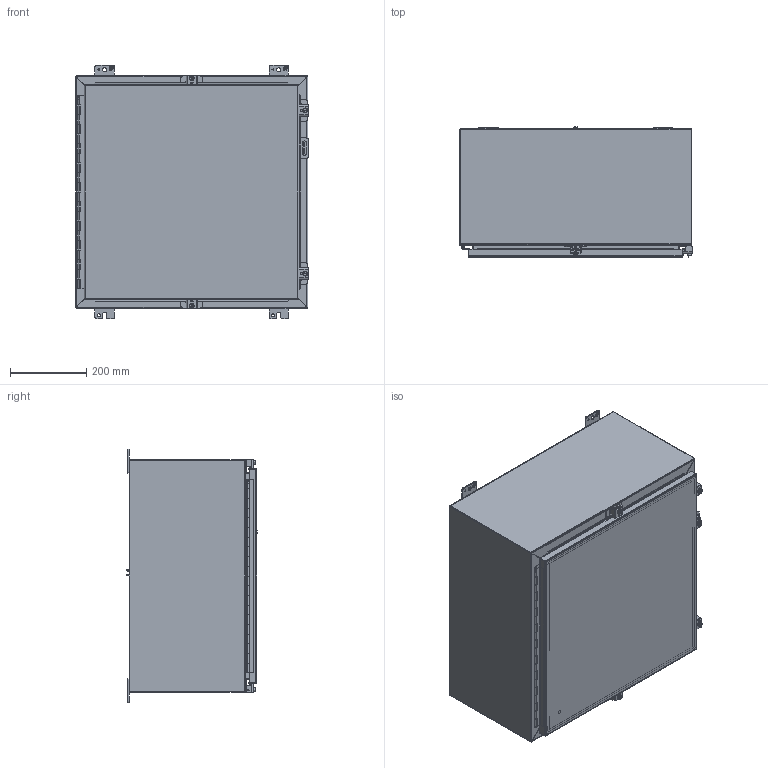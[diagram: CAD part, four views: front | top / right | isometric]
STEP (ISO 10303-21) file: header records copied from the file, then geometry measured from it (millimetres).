
FILE_DESCRIPTION (( 'STEP AP203' ), '1' );
FILE_NAME ('1418N4SSJ12_Default.step', '2019-11-01T21:02:52', ( 'ADC123' ), ( 'Microsoft' ), 'SwSTEP 2.0', 'SolidWorks 2019', '' );
FILE_SCHEMA (( 'CONFIG_CONTROL_DESIGN' ));
Length unit declared in the file: inch
Products named in the file (1): 1418N4SSJ12_Default
Bounding box: 611.2 x 342.69 x 666.75 mm (x, y, z)
Volume: 3944440.2 mm3; surface area: 4114828.8 mm2
Topology: 43 solids, 44 shells, 1505 faces, 3923 edges, 2551 vertices
Faces by surface type: plane 932, cylinder 475, bspline 74, cone 24
Entity records: 49577 total; most frequent: CARTESIAN_POINT 12327, ORIENTED_EDGE 7838, DIRECTION 7536, EDGE_CURVE 3919, VECTOR 2752, LINE 2752, VERTEX_POINT 2551, AXIS2_PLACEMENT_3D 2392
